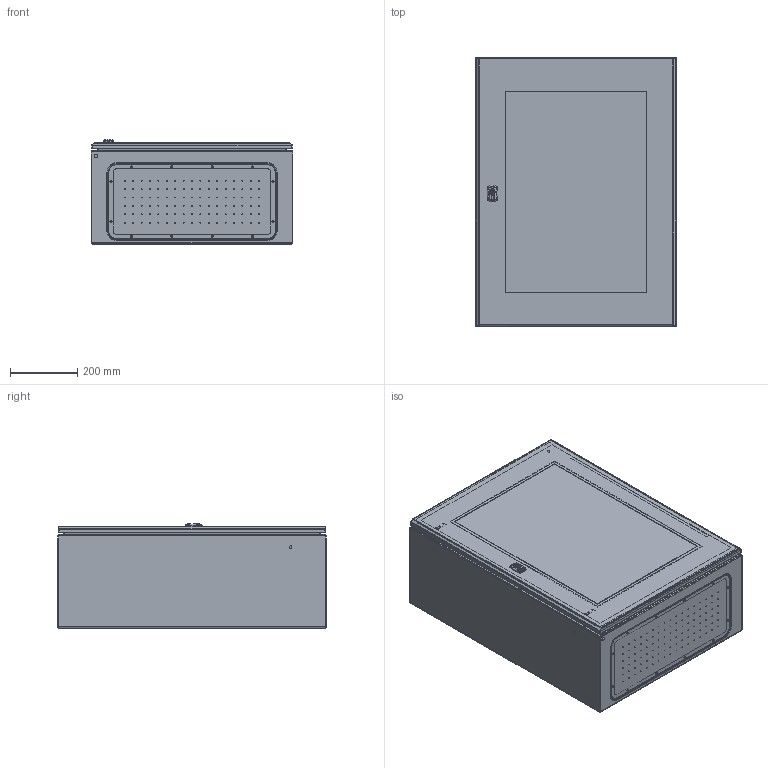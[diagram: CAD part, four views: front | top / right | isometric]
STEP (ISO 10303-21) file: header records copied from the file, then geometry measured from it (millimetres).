
FILE_DESCRIPTION(('STEP AP242'),'1');
FILE_NAME('nsys3d8630t.stp','2019-08-02T10:40:23',('TraceParts'),('TraceParts S.A.'),'Spatial InterOp 3D',' ',' ');
FILE_SCHEMA(('AP242_MANAGED_MODEL_BASED_3D_ENGINEERING_MIM_LF {1 0 10303 442 1 1 4}'));
Length unit declared in the file: millimetre
Products named in the file (1): NSYS3D8630T_EDMS_ASM|BODY_8X6X3#BODY_8X6X3;BODY_8X6X3
Bounding box: 600 x 800 x 309.5 mm (x, y, z)
Volume: 4009503 mm3; surface area: 4034338.2 mm2
Topology: 9 solids, 19 shells, 3514 faces, 9264 edges, 5634 vertices
Faces by surface type: plane 1173, cylinder 1021, cone 667, bspline 310, torus 254, sphere 75, extrusion 10, revolution 4
Entity records: 120618 total; most frequent: CARTESIAN_POINT 37699, ORIENTED_EDGE 17644, DIRECTION 16533, EDGE_CURVE 8822, AXIS2_PLACEMENT_3D 5974, VERTEX_POINT 5634, VECTOR 4581, LINE 4571
